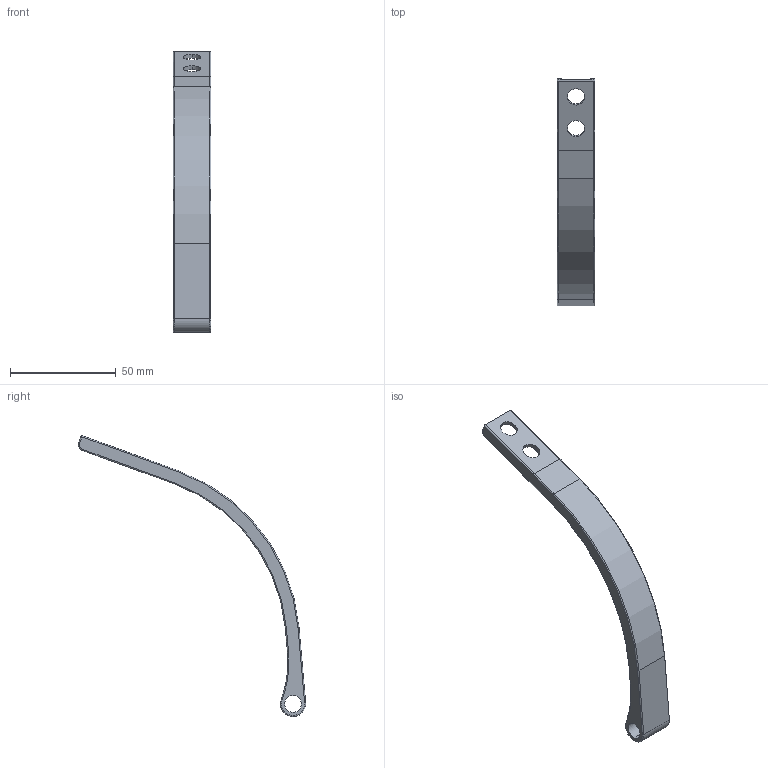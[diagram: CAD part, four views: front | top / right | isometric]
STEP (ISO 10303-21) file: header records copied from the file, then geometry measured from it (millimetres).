
FILE_DESCRIPTION (( 'STEP AP203' ), '1' );
FILE_NAME ('Lame U 21082018.STEP', '2018-08-31T13:38:59', ( '' ), ( '' ), 'SwSTEP 2.0', 'SolidWorks 2017', '' );
FILE_SCHEMA (( 'CONFIG_CONTROL_DESIGN' ));
Length unit declared in the file: millimetre
Products named in the file (2): Lame U 21082018
Bounding box: 18 x 107.69 x 133.23 mm (x, y, z)
Volume: 10678.8 mm3; surface area: 11006.2 mm2
Topology: 1 solids, 1 shells, 84 faces, 198 edges, 114 vertices
Faces by surface type: cylinder 41, torus 26, plane 15, bspline 2
Entity records: 2617 total; most frequent: CARTESIAN_POINT 476, DIRECTION 470, ORIENTED_EDGE 392, AXIS2_PLACEMENT_3D 196, EDGE_CURVE 196, VERTEX_POINT 114, CIRCLE 112, EDGE_LOOP 90
